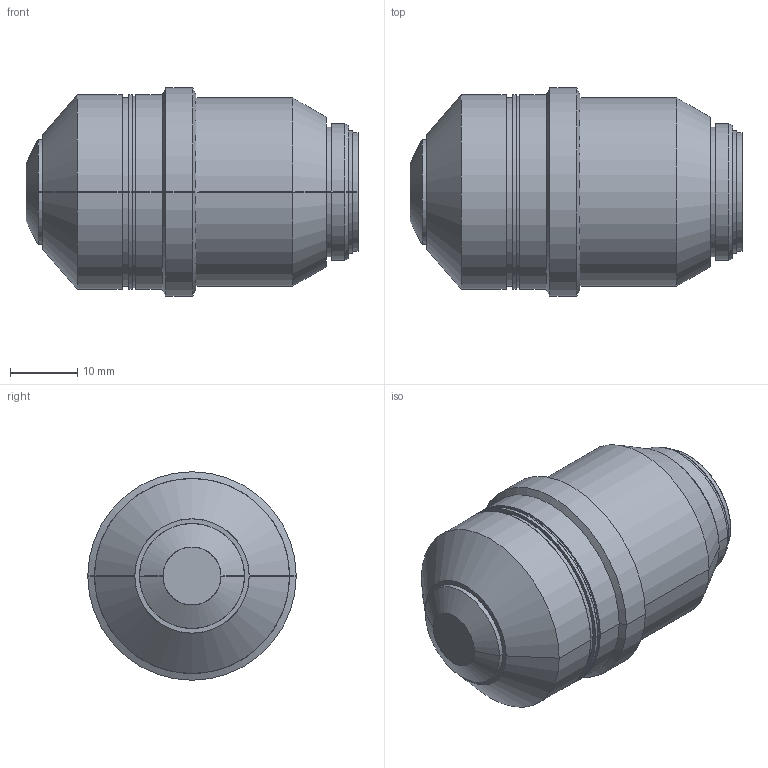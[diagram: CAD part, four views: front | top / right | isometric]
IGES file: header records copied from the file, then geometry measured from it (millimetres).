
Start section: SolidWorks IGES file using analytic representation for surfaces
Global section: file name: Web Model 86822_86822.igs; native system: SolidWorks 2016; preprocessor: SolidWorks 2016; author: mabramson; date: 181115.135905; units: millimetre
Bounding box: 49.39 x 31 x 31 mm (x, y, z)
Surface area: 5220.8 mm2 (no closed solid volume)
Topology: 0 solids, 0 shells, 48 faces, 1168 edges, 1168 vertices
Faces by surface type: revolution 36, bspline 12
